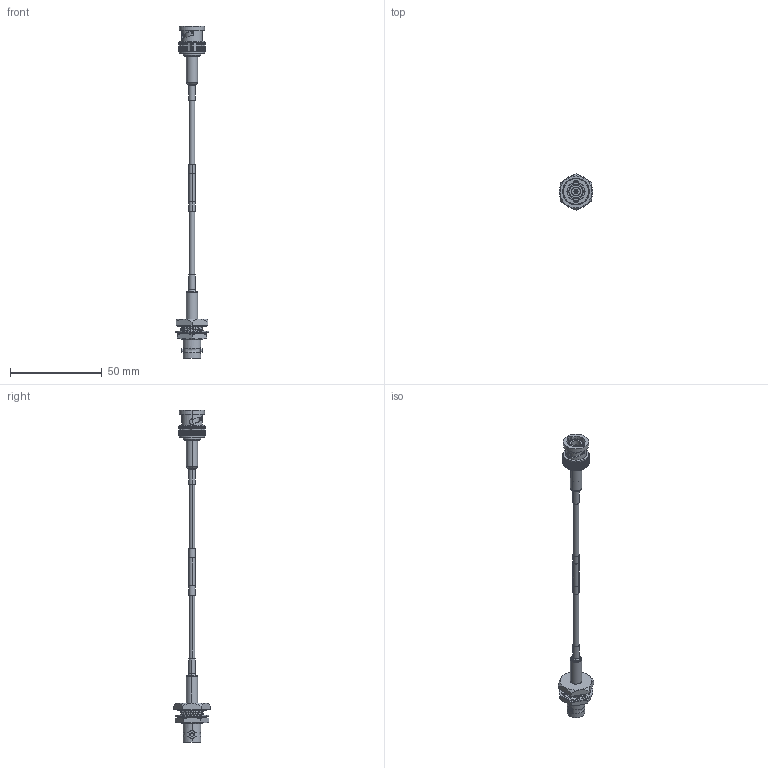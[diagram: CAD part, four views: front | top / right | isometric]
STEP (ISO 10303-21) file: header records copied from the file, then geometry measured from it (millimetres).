
FILE_DESCRIPTION (( 'STEP AP214' ), '1' );
FILE_NAME ('FMCA9999_3D.step', '2024-01-26T20:43:40', ( '' ), ( '' ), 'SwSTEP 2.0', 'SolidWorks 2022', '' );
FILE_SCHEMA (( 'AUTOMOTIVE_DESIGN' ));
Length unit declared in the file: inch
Products named in the file (10): FMCA9999_3D; 1AW01-003_.126 ID; SC6030; RG188-DS; HeatShrink-RG174A_2; 1AB05-005-MA2; PE4106 ¦ SC6015; 1AB05-005-MA1_with flange; 1AB05-005-MA4; 1AB05-005-MA3
Assembly tree (10 placements, depth 3):
  FMCA9999_3D
    RG188-DS
    1AW01-003_.126 ID
    HeatShrink-RG174A_2  x2
    SC6030
      1AB05-005-MA1_with flange
      1AB05-005-MA3
      1AB05-005-MA2
      1AB05-005-MA4
    PE4106 ¦ SC6015
Bounding box: 18.34 x 20.16 x 181.25 mm (x, y, z)
Volume: 5397.7 mm3; surface area: 9476 mm2
Topology: 13 solids, 13 shells, 699 faces, 1878 edges, 1226 vertices
Faces by surface type: cylinder 268, plane 264, bspline 88, cone 61, torus 18
Entity records: 33042 total; most frequent: CARTESIAN_POINT 15142, ORIENTED_EDGE 3668, DIRECTION 3284, EDGE_CURVE 1834, VERTEX_POINT 1202, AXIS2_PLACEMENT_3D 1178, VECTOR 928, LINE 928
